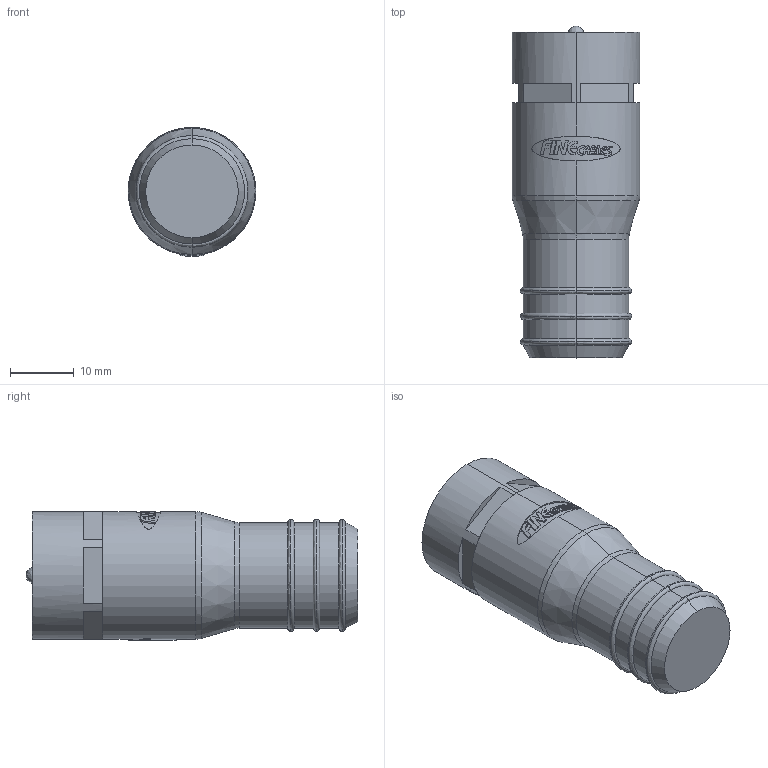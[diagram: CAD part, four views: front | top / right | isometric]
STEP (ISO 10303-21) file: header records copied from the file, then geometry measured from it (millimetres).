
FILE_DESCRIPTION (( 'STEP AP203' ), '1' );
FILE_NAME ('P320.STEP', '2020-04-15T05:42:29', ( 'edpusr' ), ( 'Microsoft' ), 'SwSTEP 2.0', 'SolidWorks 2015', '' );
FILE_SCHEMA (( 'CONFIG_CONTROL_DESIGN' ));
Length unit declared in the file: millimetre
Products named in the file (1): P320
Bounding box: 20 x 52 x 20.2 mm (x, y, z)
Volume: 12657.1 mm3; surface area: 4523.4 mm2
Topology: 1 solids, 1 shells, 317 faces, 845 edges, 541 vertices
Faces by surface type: cylinder 146, plane 134, bspline 33, cone 4
Entity records: 11686 total; most frequent: CARTESIAN_POINT 4463, ORIENTED_EDGE 1654, DIRECTION 1262, EDGE_CURVE 827, VERTEX_POINT 541, AXIS2_PLACEMENT_3D 451, LINE 360, VECTOR 360
